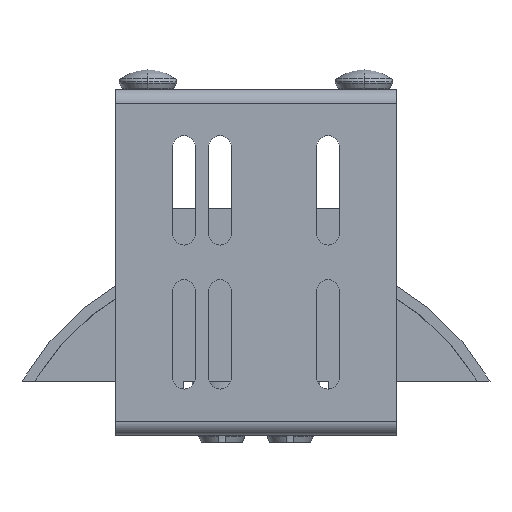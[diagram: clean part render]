
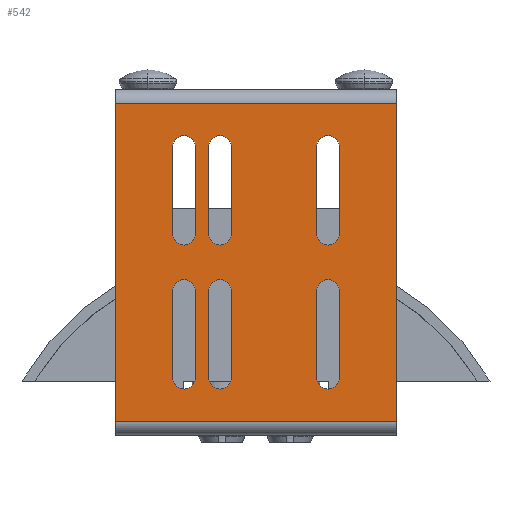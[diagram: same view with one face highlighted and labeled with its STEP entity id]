
A CAD part, left-side view. The second image highlights one B-rep face of the part: STEP entity #542.
In plain terms, the highlighted planar face has unit normal (-1, 0, 0).
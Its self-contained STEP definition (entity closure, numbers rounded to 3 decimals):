
#542=ADVANCED_FACE('',(#1467,#1468,#1469,#1470,#1471,#1472,#1473),#1474,.T.);
#1467=FACE_BOUND('',#2836,.T.);
#1468=FACE_BOUND('',#2837,.T.);
#1469=FACE_BOUND('',#2838,.T.);
#1470=FACE_BOUND('',#2839,.T.);
#1471=FACE_BOUND('',#2840,.T.);
#1472=FACE_BOUND('',#2841,.T.);
#1473=FACE_OUTER_BOUND('',#2842,.T.);
#1474=PLANE('',#2843);
#2836=EDGE_LOOP('',(#4449,#4450,#4451,#4452));
#2837=EDGE_LOOP('',(#4453,#4454,#4455,#4456));
#2838=EDGE_LOOP('',(#4457,#4458,#4459,#4460));
#2839=EDGE_LOOP('',(#4461,#4462,#4463,#4464));
#2840=EDGE_LOOP('',(#4465,#4466,#4467,#4468));
#2841=EDGE_LOOP('',(#4469,#4470,#4471,#4472));
#2842=EDGE_LOOP('',(#4473,#4474,#4475,#4476));
#2843=AXIS2_PLACEMENT_3D('',#4477,#4478,#4479);
#4449=ORIENTED_EDGE('',*,*,#7916,.T.);
#4450=ORIENTED_EDGE('',*,*,#8044,.T.);
#4451=ORIENTED_EDGE('',*,*,#7921,.T.);
#4452=ORIENTED_EDGE('',*,*,#8045,.T.);
#4453=ORIENTED_EDGE('',*,*,#7926,.T.);
#4454=ORIENTED_EDGE('',*,*,#8046,.T.);
#4455=ORIENTED_EDGE('',*,*,#7931,.T.);
#4456=ORIENTED_EDGE('',*,*,#8047,.T.);
#4457=ORIENTED_EDGE('',*,*,#7936,.T.);
#4458=ORIENTED_EDGE('',*,*,#8048,.T.);
#4459=ORIENTED_EDGE('',*,*,#7941,.T.);
#4460=ORIENTED_EDGE('',*,*,#8049,.T.);
#4461=ORIENTED_EDGE('',*,*,#7946,.T.);
#4462=ORIENTED_EDGE('',*,*,#8050,.T.);
#4463=ORIENTED_EDGE('',*,*,#7951,.T.);
#4464=ORIENTED_EDGE('',*,*,#8051,.T.);
#4465=ORIENTED_EDGE('',*,*,#7956,.T.);
#4466=ORIENTED_EDGE('',*,*,#8052,.T.);
#4467=ORIENTED_EDGE('',*,*,#7961,.T.);
#4468=ORIENTED_EDGE('',*,*,#8053,.T.);
#4469=ORIENTED_EDGE('',*,*,#7966,.T.);
#4470=ORIENTED_EDGE('',*,*,#8054,.T.);
#4471=ORIENTED_EDGE('',*,*,#7971,.T.);
#4472=ORIENTED_EDGE('',*,*,#8055,.T.);
#4473=ORIENTED_EDGE('',*,*,#7988,.T.);
#4474=ORIENTED_EDGE('',*,*,#8042,.F.);
#4475=ORIENTED_EDGE('',*,*,#8056,.F.);
#4476=ORIENTED_EDGE('',*,*,#8057,.T.);
#4477=CARTESIAN_POINT('',(0.0,39.0,48.));
#4478=DIRECTION('',(-1.0,0.0,0.0));
#4479=DIRECTION('',(0.0,0.0,-1.0));
#7916=EDGE_CURVE('',#9438,#9435,#9439,.T.);
#7921=EDGE_CURVE('',#9447,#9444,#9448,.T.);
#7926=EDGE_CURVE('',#9456,#9453,#9457,.T.);
#7931=EDGE_CURVE('',#9465,#9462,#9466,.T.);
#7936=EDGE_CURVE('',#9474,#9471,#9475,.T.);
#7941=EDGE_CURVE('',#9483,#9480,#9484,.T.);
#7946=EDGE_CURVE('',#9492,#9489,#9493,.T.);
#7951=EDGE_CURVE('',#9501,#9498,#9502,.T.);
#7956=EDGE_CURVE('',#9510,#9507,#9511,.T.);
#7961=EDGE_CURVE('',#9519,#9516,#9520,.T.);
#7966=EDGE_CURVE('',#9528,#9525,#9529,.T.);
#7971=EDGE_CURVE('',#9537,#9534,#9538,.T.);
#7988=EDGE_CURVE('',#9568,#9566,#9569,.T.);
#8042=EDGE_CURVE('',#9647,#9566,#9649,.T.);
#8044=EDGE_CURVE('',#9435,#9447,#9651,.T.);
#8045=EDGE_CURVE('',#9444,#9438,#9652,.T.);
#8046=EDGE_CURVE('',#9453,#9465,#9653,.T.);
#8047=EDGE_CURVE('',#9462,#9456,#9654,.T.);
#8048=EDGE_CURVE('',#9471,#9483,#9655,.T.);
#8049=EDGE_CURVE('',#9480,#9474,#9656,.T.);
#8050=EDGE_CURVE('',#9489,#9501,#9657,.T.);
#8051=EDGE_CURVE('',#9498,#9492,#9658,.T.);
#8052=EDGE_CURVE('',#9507,#9519,#9659,.T.);
#8053=EDGE_CURVE('',#9516,#9510,#9660,.T.);
#8054=EDGE_CURVE('',#9525,#9537,#9661,.T.);
#8055=EDGE_CURVE('',#9534,#9528,#9662,.T.);
#8056=EDGE_CURVE('',#9663,#9647,#9664,.T.);
#8057=EDGE_CURVE('',#9663,#9568,#9665,.T.);
#9435=VERTEX_POINT('',#11583);
#9438=VERTEX_POINT('',#11587);
#9439=CIRCLE('',#11588,3.2);
#9444=VERTEX_POINT('',#11594);
#9447=VERTEX_POINT('',#11598);
#9448=CIRCLE('',#11599,3.2);
#9453=VERTEX_POINT('',#11605);
#9456=VERTEX_POINT('',#11609);
#9457=CIRCLE('',#11610,3.2);
#9462=VERTEX_POINT('',#11616);
#9465=VERTEX_POINT('',#11620);
#9466=CIRCLE('',#11621,3.2);
#9471=VERTEX_POINT('',#11627);
#9474=VERTEX_POINT('',#11631);
#9475=CIRCLE('',#11632,3.2);
#9480=VERTEX_POINT('',#11638);
#9483=VERTEX_POINT('',#11642);
#9484=CIRCLE('',#11643,3.2);
#9489=VERTEX_POINT('',#11649);
#9492=VERTEX_POINT('',#11653);
#9493=CIRCLE('',#11654,3.2);
#9498=VERTEX_POINT('',#11660);
#9501=VERTEX_POINT('',#11664);
#9502=CIRCLE('',#11665,3.2);
#9507=VERTEX_POINT('',#11671);
#9510=VERTEX_POINT('',#11675);
#9511=CIRCLE('',#11676,3.2);
#9516=VERTEX_POINT('',#11682);
#9519=VERTEX_POINT('',#11686);
#9520=CIRCLE('',#11687,3.2);
#9525=VERTEX_POINT('',#11693);
#9528=VERTEX_POINT('',#11697);
#9529=CIRCLE('',#11698,3.2);
#9534=VERTEX_POINT('',#11704);
#9537=VERTEX_POINT('',#11708);
#9538=CIRCLE('',#11709,3.2);
#9566=VERTEX_POINT('',#11744);
#9568=VERTEX_POINT('',#11746);
#9569=LINE('',#11747,#11748);
#9647=VERTEX_POINT('',#11862);
#9649=LINE('',#11864,#11865);
#9651=LINE('',#11867,#11868);
#9652=LINE('',#11869,#11870);
#9653=LINE('',#11871,#11872);
#9654=LINE('',#11873,#11874);
#9655=LINE('',#11875,#11876);
#9656=LINE('',#11877,#11878);
#9657=LINE('',#11879,#11880);
#9658=LINE('',#11881,#11882);
#9659=LINE('',#11883,#11884);
#9660=LINE('',#11885,#11886);
#9661=LINE('',#11887,#11888);
#9662=LINE('',#11889,#11890);
#9663=VERTEX_POINT('',#11891);
#9664=LINE('',#11892,#11893);
#9665=LINE('',#11894,#11895);
#11583=CARTESIAN_POINT('',(0.0,16.8,40.));
#11587=CARTESIAN_POINT('',(0.0,23.2,40.));
#11588=AXIS2_PLACEMENT_3D('',#14465,#14466,#14467);
#11594=CARTESIAN_POINT('',(0.0,23.2,16.));
#11598=CARTESIAN_POINT('',(0.0,16.8,16.));
#11599=AXIS2_PLACEMENT_3D('',#14473,#14474,#14475);
#11605=CARTESIAN_POINT('',(0.0,16.8,80.));
#11609=CARTESIAN_POINT('',(0.0,23.2,80.));
#11610=AXIS2_PLACEMENT_3D('',#14481,#14482,#14483);
#11616=CARTESIAN_POINT('',(0.0,23.2,56.));
#11620=CARTESIAN_POINT('',(0.0,16.8,56.));
#11621=AXIS2_PLACEMENT_3D('',#14489,#14490,#14491);
#11627=CARTESIAN_POINT('',(0.0,-23.2,40.));
#11631=CARTESIAN_POINT('',(0.0,-16.8,40.));
#11632=AXIS2_PLACEMENT_3D('',#14497,#14498,#14499);
#11638=CARTESIAN_POINT('',(0.0,-16.8,16.));
#11642=CARTESIAN_POINT('',(0.0,-23.2,16.));
#11643=AXIS2_PLACEMENT_3D('',#14505,#14506,#14507);
#11649=CARTESIAN_POINT('',(0.0,-23.2,80.));
#11653=CARTESIAN_POINT('',(0.0,-16.8,80.));
#11654=AXIS2_PLACEMENT_3D('',#14513,#14514,#14515);
#11660=CARTESIAN_POINT('',(0.0,-16.8,56.));
#11664=CARTESIAN_POINT('',(0.0,-23.2,56.));
#11665=AXIS2_PLACEMENT_3D('',#14521,#14522,#14523);
#11671=CARTESIAN_POINT('',(0.0,6.8,40.));
#11675=CARTESIAN_POINT('',(0.0,13.2,40.));
#11676=AXIS2_PLACEMENT_3D('',#14529,#14530,#14531);
#11682=CARTESIAN_POINT('',(0.0,13.2,16.));
#11686=CARTESIAN_POINT('',(0.0,6.8,16.));
#11687=AXIS2_PLACEMENT_3D('',#14537,#14538,#14539);
#11693=CARTESIAN_POINT('',(0.0,6.8,80.));
#11697=CARTESIAN_POINT('',(0.0,13.2,80.));
#11698=AXIS2_PLACEMENT_3D('',#14545,#14546,#14547);
#11704=CARTESIAN_POINT('',(0.0,13.2,56.));
#11708=CARTESIAN_POINT('',(0.0,6.8,56.));
#11709=AXIS2_PLACEMENT_3D('',#14553,#14554,#14555);
#11744=CARTESIAN_POINT('',(0.0,-39.0,92.16));
#11746=CARTESIAN_POINT('',(0.,-39.0,3.84));
#11747=CARTESIAN_POINT('',(0.0,-39.0,3.84));
#11748=VECTOR('',#14581,1.0);
#11862=CARTESIAN_POINT('',(0.0,39.0,92.16));
#11864=CARTESIAN_POINT('',(0.0,39.0,92.16));
#11865=VECTOR('',#14648,1.0);
#11867=CARTESIAN_POINT('',(0.0,16.8,41.));
#11868=VECTOR('',#14649,1.0);
#11869=CARTESIAN_POINT('',(0.0,23.2,38.));
#11870=VECTOR('',#14650,1.0);
#11871=CARTESIAN_POINT('',(0.0,16.8,61.));
#11872=VECTOR('',#14651,1.0);
#11873=CARTESIAN_POINT('',(0.0,23.2,58.));
#11874=VECTOR('',#14652,1.0);
#11875=CARTESIAN_POINT('',(0.0,-23.2,41.));
#11876=VECTOR('',#14653,1.0);
#11877=CARTESIAN_POINT('',(0.0,-16.8,38.));
#11878=VECTOR('',#14654,1.0);
#11879=CARTESIAN_POINT('',(0.0,-23.2,61.));
#11880=VECTOR('',#14655,1.0);
#11881=CARTESIAN_POINT('',(0.0,-16.8,58.));
#11882=VECTOR('',#14656,1.0);
#11883=CARTESIAN_POINT('',(0.0,6.8,41.));
#11884=VECTOR('',#14657,1.0);
#11885=CARTESIAN_POINT('',(0.0,13.2,38.));
#11886=VECTOR('',#14658,1.0);
#11887=CARTESIAN_POINT('',(0.0,6.8,61.));
#11888=VECTOR('',#14659,1.0);
#11889=CARTESIAN_POINT('',(0.0,13.2,58.));
#11890=VECTOR('',#14660,1.0);
#11891=CARTESIAN_POINT('',(0.,39.0,3.84));
#11892=CARTESIAN_POINT('',(0.0,39.0,3.84));
#11893=VECTOR('',#14661,1.0);
#11894=CARTESIAN_POINT('',(0.,39.0,3.84));
#11895=VECTOR('',#14662,1.0);
#14465=CARTESIAN_POINT('',(0.0,20.0,40.));
#14466=DIRECTION('',(1.0,-0.0,0.0));
#14467=DIRECTION('',(0.0,1.,0.));
#14473=CARTESIAN_POINT('',(0.0,20.0,16.));
#14474=DIRECTION('',(1.0,0.0,-0.0));
#14475=DIRECTION('',(0.0,-1.,0.));
#14481=CARTESIAN_POINT('',(0.0,20.0,80.));
#14482=DIRECTION('',(1.0,-0.0,0.0));
#14483=DIRECTION('',(0.0,1.,0.));
#14489=CARTESIAN_POINT('',(0.0,20.0,56.));
#14490=DIRECTION('',(1.0,0.0,-0.0));
#14491=DIRECTION('',(0.0,-1.,0.));
#14497=CARTESIAN_POINT('',(0.0,-20.0,40.));
#14498=DIRECTION('',(1.0,-0.0,0.0));
#14499=DIRECTION('',(0.0,1.,0.));
#14505=CARTESIAN_POINT('',(0.0,-20.0,16.));
#14506=DIRECTION('',(1.0,0.0,-0.0));
#14507=DIRECTION('',(0.0,-1.,0.));
#14513=CARTESIAN_POINT('',(0.0,-20.0,80.));
#14514=DIRECTION('',(1.0,-0.0,0.0));
#14515=DIRECTION('',(0.0,1.,0.));
#14521=CARTESIAN_POINT('',(0.0,-20.0,56.));
#14522=DIRECTION('',(1.0,0.0,-0.0));
#14523=DIRECTION('',(0.0,-1.,0.));
#14529=CARTESIAN_POINT('',(0.0,10.0,40.));
#14530=DIRECTION('',(1.0,-0.0,0.0));
#14531=DIRECTION('',(0.0,1.,0.));
#14537=CARTESIAN_POINT('',(0.0,10.0,16.));
#14538=DIRECTION('',(1.0,0.0,-0.0));
#14539=DIRECTION('',(0.0,-1.,0.));
#14545=CARTESIAN_POINT('',(0.0,10.0,80.));
#14546=DIRECTION('',(1.0,-0.0,0.0));
#14547=DIRECTION('',(0.0,1.,0.));
#14553=CARTESIAN_POINT('',(0.0,10.0,56.));
#14554=DIRECTION('',(1.0,0.0,-0.0));
#14555=DIRECTION('',(0.0,-1.,0.));
#14581=DIRECTION('',(0.0,0.0,1.0));
#14648=DIRECTION('',(0.0,-1.0,0.0));
#14649=DIRECTION('',(-0.0,-0.0,-1.0));
#14650=DIRECTION('',(0.0,-0.0,1.0));
#14651=DIRECTION('',(-0.0,-0.0,-1.0));
#14652=DIRECTION('',(0.0,-0.0,1.0));
#14653=DIRECTION('',(-0.0,-0.0,-1.0));
#14654=DIRECTION('',(0.0,-0.0,1.0));
#14655=DIRECTION('',(-0.0,-0.0,-1.0));
#14656=DIRECTION('',(0.0,-0.0,1.0));
#14657=DIRECTION('',(-0.0,-0.0,-1.0));
#14658=DIRECTION('',(0.0,-0.0,1.0));
#14659=DIRECTION('',(-0.0,-0.0,-1.0));
#14660=DIRECTION('',(0.0,-0.0,1.0));
#14661=DIRECTION('',(0.0,0.0,1.0));
#14662=DIRECTION('',(0.0,-1.0,0.0));
